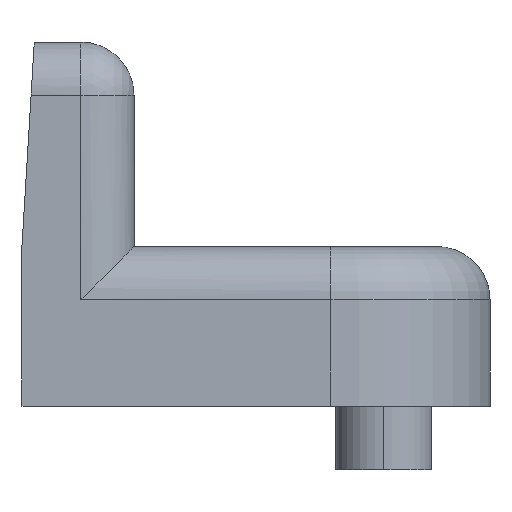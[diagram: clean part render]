
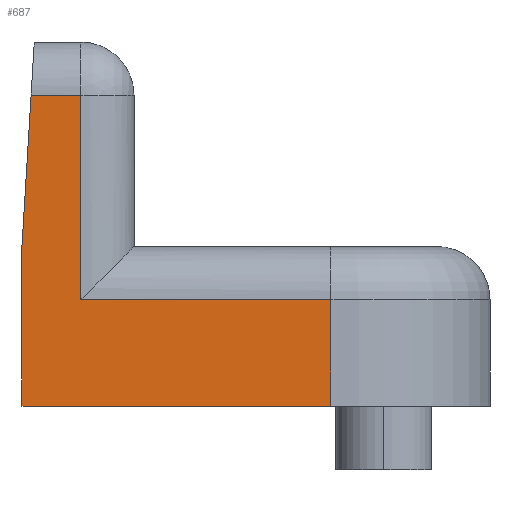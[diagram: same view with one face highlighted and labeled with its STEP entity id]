
A CAD part, left-side view. The second image highlights one B-rep face of the part: STEP entity #687.
In plain terms, the highlighted planar face has unit normal (-1, 0, 0).
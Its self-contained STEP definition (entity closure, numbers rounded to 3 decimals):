
#5 = CARTESIAN_POINT ( 'NONE',  ( -14.075, 3.669, 4.85 ) ) ;
#40 = ORIENTED_EDGE ( 'NONE', *, *, #705, .T. ) ;
#47 = VERTEX_POINT ( 'NONE', #1097 ) ;
#111 = CARTESIAN_POINT ( 'NONE',  ( -14.075, 0., -2. ) ) ;
#127 = DIRECTION ( 'NONE',  ( 0., -1., 0. ) ) ;
#136 = LINE ( 'NONE', #5, #359 ) ;
#170 = FACE_OUTER_BOUND ( 'NONE', #710, .T. ) ;
#179 = EDGE_CURVE ( 'NONE', #47, #293, #872, .T. ) ;
#222 = LINE ( 'NONE', #389, #1066 ) ;
#228 = PLANE ( 'NONE',  #1213 ) ;
#257 = LINE ( 'NONE', #1345, #1030 ) ;
#284 = EDGE_CURVE ( 'NONE', #324, #1276, #136, .T. ) ;
#292 = DIRECTION ( 'NONE',  ( 0., -0.06, 0.998 ) ) ;
#293 = VERTEX_POINT ( 'NONE', #1043 ) ;
#324 = VERTEX_POINT ( 'NONE', #820 ) ;
#339 = CARTESIAN_POINT ( 'NONE',  ( -14.075, 0., -2. ) ) ;
#345 = CARTESIAN_POINT ( 'NONE',  ( -14.075, 2.791, 4.85 ) ) ;
#359 = VECTOR ( 'NONE', #292, 1000. ) ;
#375 = VERTEX_POINT ( 'NONE', #521 ) ;
#381 = EDGE_CURVE ( 'NONE', #1191, #1276, #257, .T. ) ;
#383 = VECTOR ( 'NONE', #1148, 1000. ) ;
#384 = VECTOR ( 'NONE', #1176, 1000. ) ;
#389 = CARTESIAN_POINT ( 'NONE',  ( -14.075, 0., 0. ) ) ;
#444 = ORIENTED_EDGE ( 'NONE', *, *, #1309, .T. ) ;
#481 = ORIENTED_EDGE ( 'NONE', *, *, #284, .F. ) ;
#487 = CARTESIAN_POINT ( 'NONE',  ( -14.075, -1.915, 0. ) ) ;
#521 = CARTESIAN_POINT ( 'NONE',  ( -14.075, 2.791, 0. ) ) ;
#556 = DIRECTION ( 'NONE',  ( -1., 0., 0. ) ) ;
#596 = CARTESIAN_POINT ( 'NONE',  ( -14.075, -1.915, -2. ) ) ;
#647 = CARTESIAN_POINT ( 'NONE',  ( -14.075, 2.791, 3.85 ) ) ;
#687 = ADVANCED_FACE ( 'NONE', ( #170 ), #228, .T. ) ;
#705 = EDGE_CURVE ( 'NONE', #375, #1191, #1230, .T. ) ;
#710 = EDGE_LOOP ( 'NONE', ( #481, #1298, #771, #1153, #444, #40, #986 ) ) ;
#758 = DIRECTION ( 'NONE',  ( 0., -1., 0. ) ) ;
#762 = EDGE_CURVE ( 'NONE', #293, #789, #1169, .T. ) ;
#771 = ORIENTED_EDGE ( 'NONE', *, *, #179, .T. ) ;
#789 = VERTEX_POINT ( 'NONE', #487 ) ;
#820 = CARTESIAN_POINT ( 'NONE',  ( -14.075, 3.9, 1.021 ) ) ;
#872 = LINE ( 'NONE', #339, #1015 ) ;
#896 = DIRECTION ( 'NONE',  ( 0., 0., 1. ) ) ;
#918 = CARTESIAN_POINT ( 'NONE',  ( -14.075, 3.9, -2. ) ) ;
#986 = ORIENTED_EDGE ( 'NONE', *, *, #381, .T. ) ;
#1015 = VECTOR ( 'NONE', #127, 1000. ) ;
#1030 = VECTOR ( 'NONE', #1127, 1000. ) ;
#1043 = CARTESIAN_POINT ( 'NONE',  ( -14.075, -1.915, -2. ) ) ;
#1066 = VECTOR ( 'NONE', #1363, 1000. ) ;
#1097 = CARTESIAN_POINT ( 'NONE',  ( -14.075, 3.9, -2. ) ) ;
#1127 = DIRECTION ( 'NONE',  ( 0., 1., 0. ) ) ;
#1128 = VECTOR ( 'NONE', #896, 1000. ) ;
#1133 = EDGE_CURVE ( 'NONE', #47, #324, #1228, .T. ) ;
#1148 = DIRECTION ( 'NONE',  ( 0., 0., 1. ) ) ;
#1153 = ORIENTED_EDGE ( 'NONE', *, *, #762, .T. ) ;
#1163 = CARTESIAN_POINT ( 'NONE',  ( -14.075, 3.729, 3.85 ) ) ;
#1169 = LINE ( 'NONE', #596, #1128 ) ;
#1176 = DIRECTION ( 'NONE',  ( 0., 0., 1. ) ) ;
#1191 = VERTEX_POINT ( 'NONE', #647 ) ;
#1213 = AXIS2_PLACEMENT_3D ( 'NONE', #111, #556, #758 ) ;
#1228 = LINE ( 'NONE', #918, #383 ) ;
#1230 = LINE ( 'NONE', #345, #384 ) ;
#1276 = VERTEX_POINT ( 'NONE', #1163 ) ;
#1298 = ORIENTED_EDGE ( 'NONE', *, *, #1133, .F. ) ;
#1309 = EDGE_CURVE ( 'NONE', #789, #375, #222, .T. ) ;
#1345 = CARTESIAN_POINT ( 'NONE',  ( -14.075, 3.9, 3.85 ) ) ;
#1363 = DIRECTION ( 'NONE',  ( 0., 1., 0. ) ) ;
